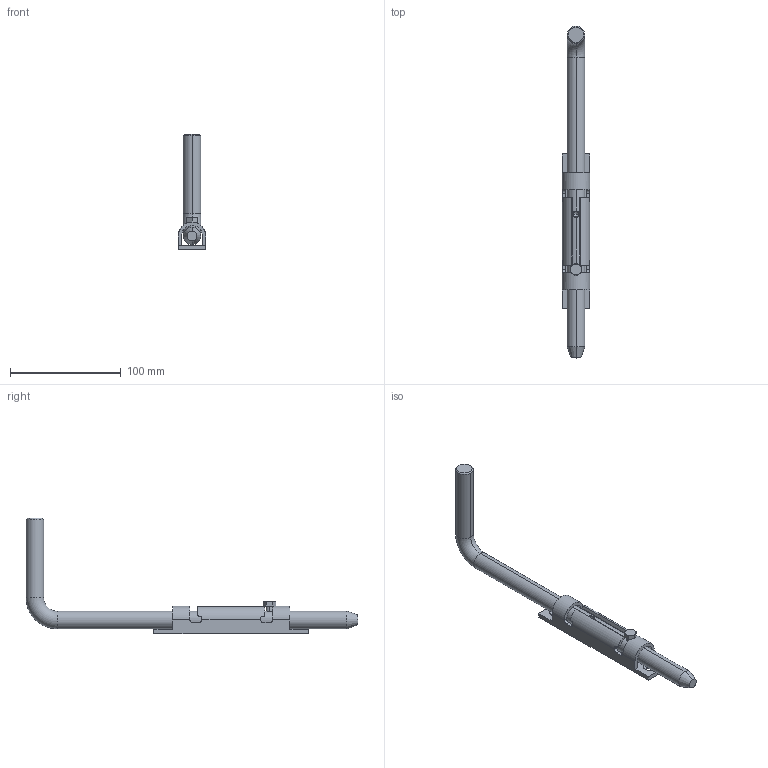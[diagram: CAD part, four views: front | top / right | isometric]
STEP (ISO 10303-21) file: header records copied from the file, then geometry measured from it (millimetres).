
FILE_DESCRIPTION (( 'STEP AP203' ), '1' );
FILE_NAME ('67-A-300-VA.step', '2020-12-14T09:50:37', ( '' ), ( '' ), 'SwSTEP 2.0', 'SolidWorks 2018', '' );
FILE_SCHEMA (( 'CONFIG_CONTROL_DESIGN' ));
Length unit declared in the file: millimetre
Products named in the file (8): 67-A-X00 Teil2; 67-A-X00 Teil2_67-A-300-VA Teil2; 67-A-300-VA; 67-A-X00 Teil1_67-A-300-VA Teil1; 67-A-X00 Teil1; DIN 931; DIN 931_DIN 931 M6x15
Assembly tree (4 placements, depth 2):
  67-A-X00 Teil2
  67-A-300-VA
    67-A-X00 Teil1_67-A-300-VA Teil1
    67-A-X00 Teil2_67-A-300-VA Teil2
    DIN 931_DIN 931 M6x15
  67-A-300-VA
    DIN 931
  67-A-X00 Teil1
Bounding box: 25 x 300 x 104.5 mm (x, y, z)
Volume: 101400.4 mm3; surface area: 37609.7 mm2
Topology: 3 solids, 3 shells, 377 faces, 1017 edges, 668 vertices
Faces by surface type: plane 196, bspline 113, cylinder 42, cone 24, torus 2
Entity records: 21444 total; most frequent: CARTESIAN_POINT 12028, ORIENTED_EDGE 2024, DIRECTION 1376, EDGE_CURVE 1012, VERTEX_POINT 666, VECTOR 636, LINE 636, EDGE_LOOP 414
